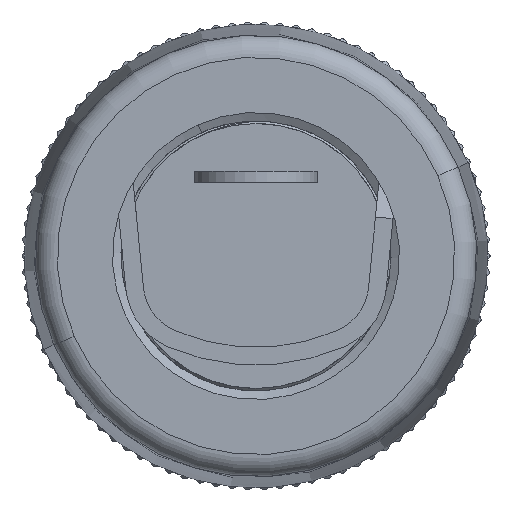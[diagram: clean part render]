
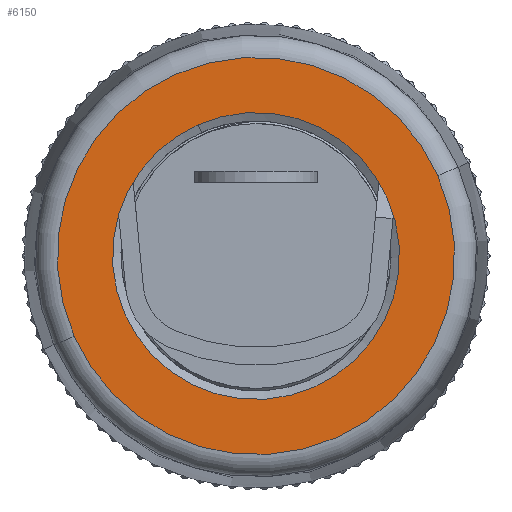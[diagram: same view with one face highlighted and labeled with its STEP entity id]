
A CAD part, front view. The second image highlights one B-rep face of the part: STEP entity #6150.
In plain terms, the highlighted planar face has unit normal (0, -1, 0).
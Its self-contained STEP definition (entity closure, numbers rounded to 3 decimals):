
#244 = EDGE_CURVE ( 'NONE', #7107, #14746, #1867, .T. ) ;
#1089 = FACE_OUTER_BOUND ( 'NONE', #10704, .T. ) ;
#1253 = EDGE_LOOP ( 'NONE', ( #5329, #3065 ) ) ;
#1314 = AXIS2_PLACEMENT_3D ( 'NONE', #9112, #5115, #11560 ) ;
#1682 = CARTESIAN_POINT ( 'NONE',  ( 0., -26., 4.5 ) ) ;
#1714 = ORIENTED_EDGE ( 'NONE', *, *, #7343, .F. ) ;
#1867 = CIRCLE ( 'NONE', #11013, 3.25 ) ;
#2595 = CARTESIAN_POINT ( 'NONE',  ( 0., -26., -4.5 ) ) ;
#2725 = DIRECTION ( 'NONE',  ( 0., 1., 0. ) ) ;
#3065 = ORIENTED_EDGE ( 'NONE', *, *, #7025, .T. ) ;
#3436 = AXIS2_PLACEMENT_3D ( 'NONE', #12280, #3560, #5105 ) ;
#3560 = DIRECTION ( 'NONE',  ( 0., -1., 0. ) ) ;
#3701 = AXIS2_PLACEMENT_3D ( 'NONE', #6754, #13141, #6684 ) ;
#3793 = PLANE ( 'NONE',  #3436 ) ;
#3888 = CARTESIAN_POINT ( 'NONE',  ( 0., -26., -3.25 ) ) ;
#4927 = FACE_BOUND ( 'NONE', #1253, .T. ) ;
#5105 = DIRECTION ( 'NONE',  ( 0., 0., -1. ) ) ;
#5115 = DIRECTION ( 'NONE',  ( 0., 1., 0. ) ) ;
#5130 = VERTEX_POINT ( 'NONE', #1682 ) ;
#5329 = ORIENTED_EDGE ( 'NONE', *, *, #244, .T. ) ;
#5858 = VERTEX_POINT ( 'NONE', #2595 ) ;
#6150 = ADVANCED_FACE ( 'NONE', ( #4927, #1089 ), #3793, .T. ) ;
#6312 = CARTESIAN_POINT ( 'NONE',  ( 0., -26., 0. ) ) ;
#6376 = ORIENTED_EDGE ( 'NONE', *, *, #11386, .F. ) ;
#6684 = DIRECTION ( 'NONE',  ( 0., 0., 1. ) ) ;
#6754 = CARTESIAN_POINT ( 'NONE',  ( 0., -26., 0. ) ) ;
#7025 = EDGE_CURVE ( 'NONE', #14746, #7107, #10220, .T. ) ;
#7107 = VERTEX_POINT ( 'NONE', #15770 ) ;
#7343 = EDGE_CURVE ( 'NONE', #5858, #5130, #7354, .T. ) ;
#7354 = CIRCLE ( 'NONE', #3701, 4.5 ) ;
#9112 = CARTESIAN_POINT ( 'NONE',  ( 0., -26., 0. ) ) ;
#10220 = CIRCLE ( 'NONE', #13106, 3.25 ) ;
#10704 = EDGE_LOOP ( 'NONE', ( #6376, #1714 ) ) ;
#11013 = AXIS2_PLACEMENT_3D ( 'NONE', #12870, #12956, #11549 ) ;
#11386 = EDGE_CURVE ( 'NONE', #5130, #5858, #14873, .T. ) ;
#11549 = DIRECTION ( 'NONE',  ( 0., 0., 1. ) ) ;
#11560 = DIRECTION ( 'NONE',  ( 0., 0., 1. ) ) ;
#12280 = CARTESIAN_POINT ( 'NONE',  ( -4.5, -26., 0. ) ) ;
#12870 = CARTESIAN_POINT ( 'NONE',  ( 0., -26., 0. ) ) ;
#12956 = DIRECTION ( 'NONE',  ( 0., 1., 0. ) ) ;
#13106 = AXIS2_PLACEMENT_3D ( 'NONE', #6312, #2725, #15132 ) ;
#13141 = DIRECTION ( 'NONE',  ( 0., 1., 0. ) ) ;
#14746 = VERTEX_POINT ( 'NONE', #3888 ) ;
#14873 = CIRCLE ( 'NONE', #1314, 4.5 ) ;
#15132 = DIRECTION ( 'NONE',  ( 0., 0., 1. ) ) ;
#15770 = CARTESIAN_POINT ( 'NONE',  ( 0., -26., 3.25 ) ) ;
